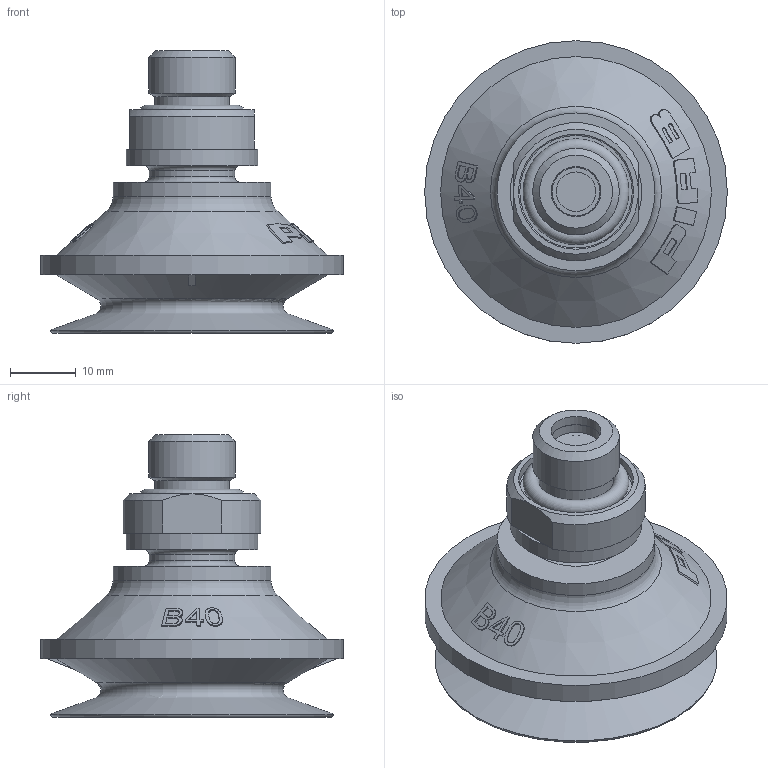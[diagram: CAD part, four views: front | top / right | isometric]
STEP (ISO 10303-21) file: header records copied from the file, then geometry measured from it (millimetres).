
FILE_DESCRIPTION( ( 'Unknown' ), '1' );
FILE_NAME( 'SE-0415748.stp', 'Unknown', ( 'Unknown' ), ( 'Unknown' ), 'PSStep 17.0.49', 'Unknown', ' ' );
FILE_SCHEMA( ( 'AUTOMOTIVE_DESIGN { 1 0 10303 214 1 1 1 1 }' ) );
Length unit declared in the file: millimetre
Products named in the file (6): 3250091; 3150332; 3150310; 0119707; Assem1; SE-0415744
Assembly tree (5 placements, depth 3):
  Assem1
    SE-0415744
    3250091
      3150332
      3150310
      0119707
Bounding box: 46 x 46 x 43 mm (x, y, z)
Volume: 25062.3 mm3; surface area: 9719.6 mm2
Topology: 4 solids, 4 shells, 199 faces, 477 edges, 313 vertices
Faces by surface type: plane 95, cylinder 37, cone 28, extrusion 28, torus 11
Full cylindrical faces by diameter (mm): 5 x1, 6 x2, 6.5 x1, 7.3 x1, 7.5 x3, 7.6 x1, 8.5 x1, 9 x1, 11 x1, 11.3 x1, 13 x1, 13.16 x1, 17.5 x1, 20 x1, 24 x1, 46 x1
Entity records: 7388 total; most frequent: CARTESIAN_POINT 2049, ORIENTED_EDGE 836, DIRECTION 640, EDGE_CURVE 418, VERTEX_POINT 298, EDGE_LOOP 268, B_SPLINE_CURVE_WITH_KNOTS 252, AXIS2_PLACEMENT_3D 241
